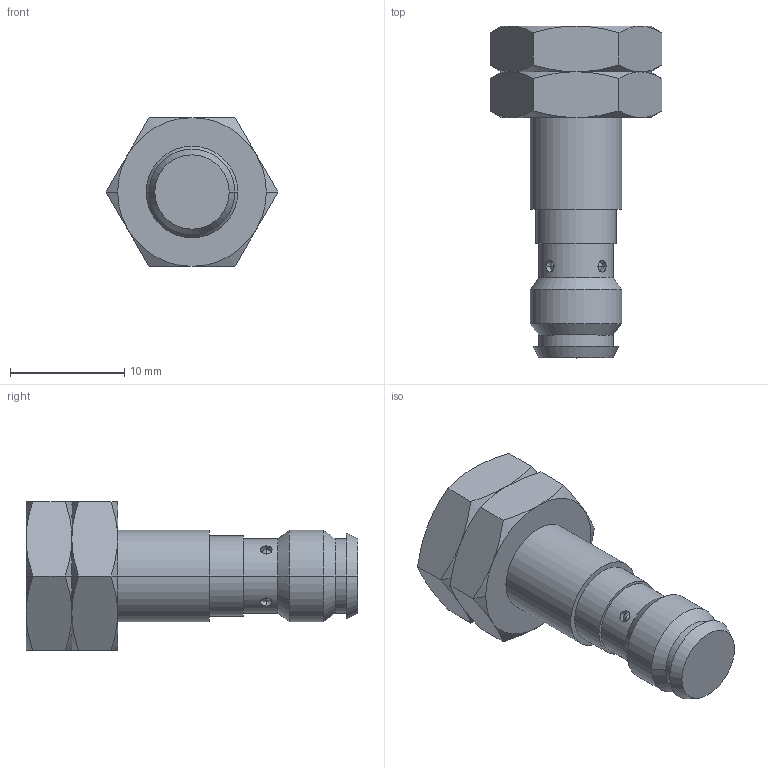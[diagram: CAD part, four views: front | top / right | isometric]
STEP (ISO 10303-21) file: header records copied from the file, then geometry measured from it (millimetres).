
FILE_DESCRIPTION(('STEP AP203'),'1');
FILE_NAME(' ',' ',('TraceParts'),('TraceParts S.A.'),'XStep 1.0',' ',' ');
FILE_SCHEMA(('CONFIG_CONTROL_DESIGN'));
Length unit declared in the file: millimetre
Products named in the file (3): 1; 2; 3
Bounding box: 15.01 x 29 x 13 mm (x, y, z)
Volume: 2143.5 mm3; surface area: 1746.7 mm2
Topology: 3 solids, 3 shells, 97 faces, 208 edges, 116 vertices
Faces by surface type: cone 46, cylinder 22, plane 21, sphere 8
Entity records: 2834 total; most frequent: CARTESIAN_POINT 744, DIRECTION 432, ORIENTED_EDGE 400, EDGE_CURVE 200, AXIS2_PLACEMENT_3D 188, VERTEX_POINT 116, EDGE_LOOP 108, ADVANCED_FACE 97
